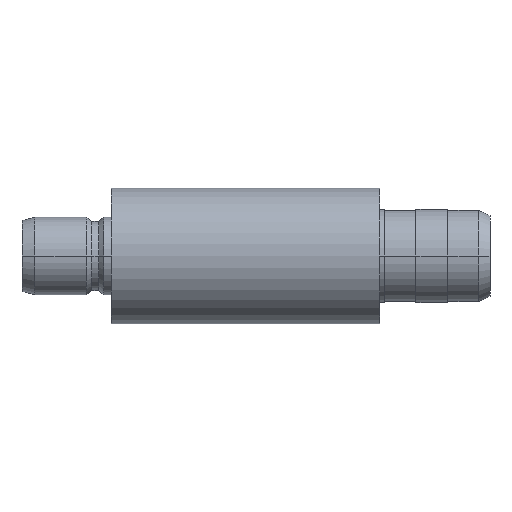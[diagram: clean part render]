
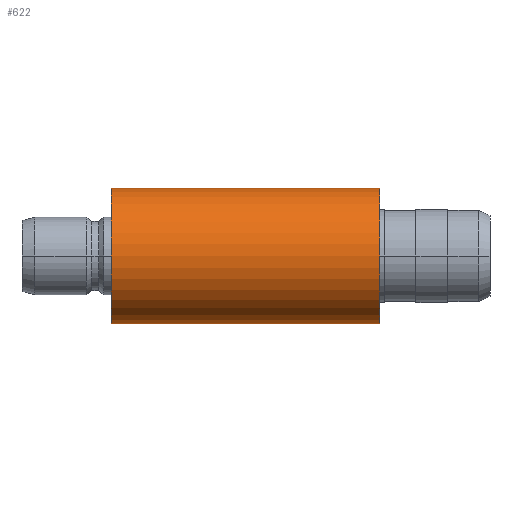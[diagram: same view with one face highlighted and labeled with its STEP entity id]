
A CAD part, front view. The second image highlights one B-rep face of the part: STEP entity #622.
In plain terms, the highlighted cylindrical face has radius 3.2 mm (diameter 6.401 mm), a partial arc.
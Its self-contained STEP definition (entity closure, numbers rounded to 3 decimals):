
#129 = CARTESIAN_POINT ( 'NONE',  ( 16.903, -18.675, -3.2 ) ) ;
#231 = EDGE_CURVE ( 'NONE', #1929, #1756, #1106, .T. ) ;
#236 = DIRECTION ( 'NONE',  ( 0., 0., 1. ) ) ;
#246 = DIRECTION ( 'NONE',  ( 0., 0., 1. ) ) ;
#287 = CYLINDRICAL_SURFACE ( 'NONE', #1883, 3.2 ) ;
#394 = ORIENTED_EDGE ( 'NONE', *, *, #2005, .F. ) ;
#454 = ORIENTED_EDGE ( 'NONE', *, *, #231, .F. ) ;
#508 = EDGE_CURVE ( 'NONE', #1015, #860, #1165, .T. ) ;
#543 = CARTESIAN_POINT ( 'NONE',  ( 16.903, -18.675, 0. ) ) ;
#622 = ADVANCED_FACE ( 'NONE', ( #1760 ), #287, .T. ) ;
#630 = DIRECTION ( 'NONE',  ( -1., 0., 0. ) ) ;
#631 = AXIS2_PLACEMENT_3D ( 'NONE', #1902, #1913, #246 ) ;
#639 = DIRECTION ( 'NONE',  ( -1., 0., 0. ) ) ;
#790 = CARTESIAN_POINT ( 'NONE',  ( 16.903, -18.675, -3.2 ) ) ;
#796 = CARTESIAN_POINT ( 'NONE',  ( 16.903, -18.675, 0. ) ) ;
#860 = VERTEX_POINT ( 'NONE', #1858 ) ;
#910 = ORIENTED_EDGE ( 'NONE', *, *, #508, .T. ) ;
#940 = DIRECTION ( 'NONE',  ( 0., 0., 1. ) ) ;
#1013 = CARTESIAN_POINT ( 'NONE',  ( 16.903, -18.675, 3.2 ) ) ;
#1015 = VERTEX_POINT ( 'NONE', #2088 ) ;
#1027 = CIRCLE ( 'NONE', #631, 3.2 ) ;
#1106 = LINE ( 'NONE', #129, #1167 ) ;
#1155 = AXIS2_PLACEMENT_3D ( 'NONE', #543, #1368, #236 ) ;
#1165 = LINE ( 'NONE', #1013, #1171 ) ;
#1167 = VECTOR ( 'NONE', #639, 1000. ) ;
#1171 = VECTOR ( 'NONE', #1672, 1000. ) ;
#1368 = DIRECTION ( 'NONE',  ( -1., 0., 0. ) ) ;
#1526 = ORIENTED_EDGE ( 'NONE', *, *, #1800, .T. ) ;
#1642 = CIRCLE ( 'NONE', #1155, 3.2 ) ;
#1672 = DIRECTION ( 'NONE',  ( -1., 0., 0. ) ) ;
#1756 = VERTEX_POINT ( 'NONE', #1794 ) ;
#1760 = FACE_OUTER_BOUND ( 'NONE', #2035, .T. ) ;
#1794 = CARTESIAN_POINT ( 'NONE',  ( 4.203, -18.675, -3.2 ) ) ;
#1800 = EDGE_CURVE ( 'NONE', #1929, #1015, #1642, .T. ) ;
#1858 = CARTESIAN_POINT ( 'NONE',  ( 4.203, -18.675, 3.2 ) ) ;
#1883 = AXIS2_PLACEMENT_3D ( 'NONE', #796, #630, #940 ) ;
#1902 = CARTESIAN_POINT ( 'NONE',  ( 4.203, -18.675, 0. ) ) ;
#1913 = DIRECTION ( 'NONE',  ( -1., 0., 0. ) ) ;
#1929 = VERTEX_POINT ( 'NONE', #790 ) ;
#2005 = EDGE_CURVE ( 'NONE', #1756, #860, #1027, .T. ) ;
#2035 = EDGE_LOOP ( 'NONE', ( #454, #1526, #910, #394 ) ) ;
#2088 = CARTESIAN_POINT ( 'NONE',  ( 16.903, -18.675, 3.2 ) ) ;
